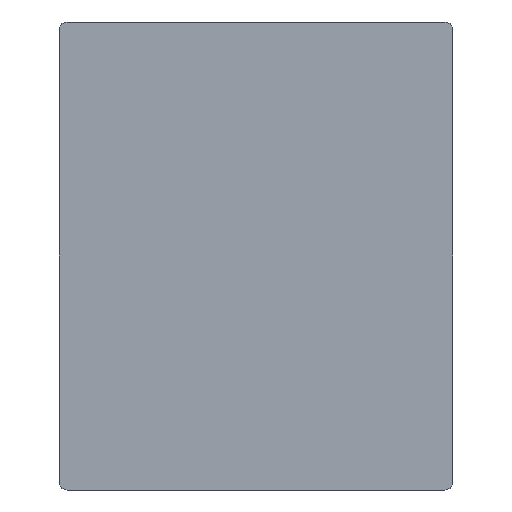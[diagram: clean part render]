
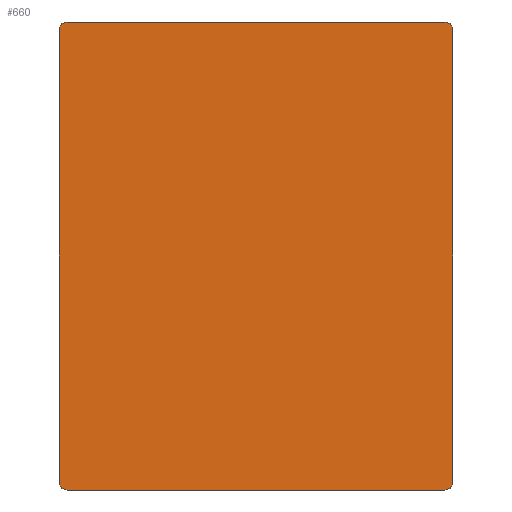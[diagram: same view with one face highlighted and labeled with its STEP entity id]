
A CAD part, front view. The second image highlights one B-rep face of the part: STEP entity #660.
In plain terms, the highlighted planar face has unit normal (0, -1, 0).
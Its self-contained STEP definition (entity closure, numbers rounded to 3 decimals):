
#20=CIRCLE('',#672,2.);
#29=CIRCLE('',#684,2.);
#30=CIRCLE('',#687,2.);
#31=CIRCLE('',#690,2.);
#82=FACE_OUTER_BOUND('',#126,.T.);
#126=EDGE_LOOP('',(#583,#584,#585,#586,#587,#588,#589,#590));
#157=LINE('',#969,#229);
#170=LINE('',#1010,#242);
#173=LINE('',#1018,#245);
#175=LINE('',#1024,#247);
#229=VECTOR('',#774,10.);
#242=VECTOR('',#809,10.);
#245=VECTOR('',#818,10.);
#247=VECTOR('',#826,10.);
#285=VERTEX_POINT('',#948);
#286=VERTEX_POINT('',#949);
#294=VERTEX_POINT('',#967);
#310=VERTEX_POINT('',#1004);
#311=VERTEX_POINT('',#1008);
#312=VERTEX_POINT('',#1012);
#313=VERTEX_POINT('',#1016);
#314=VERTEX_POINT('',#1020);
#349=EDGE_CURVE('',#285,#286,#20,.T.);
#359=EDGE_CURVE('',#285,#294,#157,.T.);
#377=EDGE_CURVE('',#310,#294,#29,.T.);
#380=EDGE_CURVE('',#310,#311,#170,.T.);
#381=EDGE_CURVE('',#312,#311,#30,.T.);
#384=EDGE_CURVE('',#312,#313,#173,.T.);
#385=EDGE_CURVE('',#314,#313,#31,.T.);
#387=EDGE_CURVE('',#314,#286,#175,.T.);
#583=ORIENTED_EDGE('',*,*,#349,.F.);
#584=ORIENTED_EDGE('',*,*,#359,.T.);
#585=ORIENTED_EDGE('',*,*,#377,.F.);
#586=ORIENTED_EDGE('',*,*,#380,.T.);
#587=ORIENTED_EDGE('',*,*,#381,.F.);
#588=ORIENTED_EDGE('',*,*,#384,.T.);
#589=ORIENTED_EDGE('',*,*,#385,.F.);
#590=ORIENTED_EDGE('',*,*,#387,.T.);
#621=PLANE('',#717);
#660=ADVANCED_FACE('',(#82),#621,.T.);
#672=AXIS2_PLACEMENT_3D('',#950,#760,#761);
#684=AXIS2_PLACEMENT_3D('',#1005,#803,#804);
#687=AXIS2_PLACEMENT_3D('',#1013,#812,#813);
#690=AXIS2_PLACEMENT_3D('',#1021,#821,#822);
#717=AXIS2_PLACEMENT_3D('',#1085,#900,#901);
#760=DIRECTION('center_axis',(0.,1.,0.));
#761=DIRECTION('ref_axis',(-0.707,0.,0.707));
#774=DIRECTION('',(0.,0.,-1.));
#803=DIRECTION('center_axis',(0.,1.,0.));
#804=DIRECTION('ref_axis',(-0.707,0.,-0.707));
#809=DIRECTION('',(1.,0.,0.));
#812=DIRECTION('center_axis',(0.,1.,0.));
#813=DIRECTION('ref_axis',(0.707,0.,-0.707));
#818=DIRECTION('',(0.,0.,1.));
#821=DIRECTION('center_axis',(0.,1.,0.));
#822=DIRECTION('ref_axis',(0.707,0.,0.707));
#826=DIRECTION('',(-1.,0.,0.));
#900=DIRECTION('center_axis',(0.,-1.,0.));
#901=DIRECTION('ref_axis',(0.,0.,-1.));
#948=CARTESIAN_POINT('',(-36.848,-16.5,49.666));
#949=CARTESIAN_POINT('',(-34.848,-16.5,51.666));
#950=CARTESIAN_POINT('Origin',(-34.848,-16.5,49.666));
#967=CARTESIAN_POINT('',(-36.848,-16.5,-66.156));
#969=CARTESIAN_POINT('',(-36.848,-16.5,-57.648));
#1004=CARTESIAN_POINT('',(-34.848,-16.5,-68.156));
#1005=CARTESIAN_POINT('Origin',(-34.848,-16.5,-66.156));
#1008=CARTESIAN_POINT('',(61.924,-16.5,-68.156));
#1010=CARTESIAN_POINT('',(-36.848,-16.5,-68.156));
#1012=CARTESIAN_POINT('',(63.924,-16.5,-66.156));
#1013=CARTESIAN_POINT('Origin',(61.924,-16.5,-66.156));
#1016=CARTESIAN_POINT('',(63.924,-16.5,49.666));
#1018=CARTESIAN_POINT('',(63.924,-16.5,-57.648));
#1020=CARTESIAN_POINT('',(61.924,-16.5,51.666));
#1021=CARTESIAN_POINT('Origin',(61.924,-16.5,49.666));
#1024=CARTESIAN_POINT('',(63.924,-16.5,51.666));
#1085=CARTESIAN_POINT('Origin',(13.538,-16.5,-8.245));
